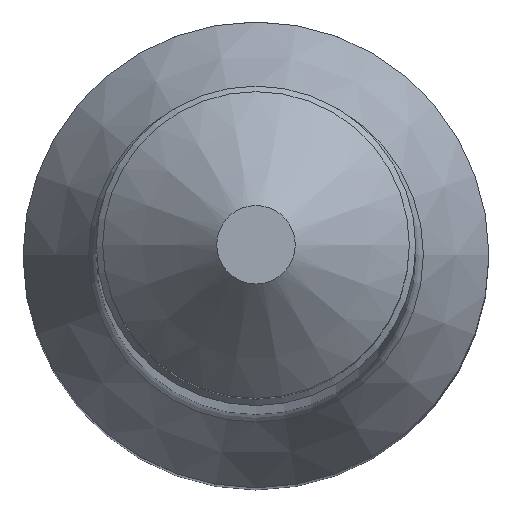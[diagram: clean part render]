
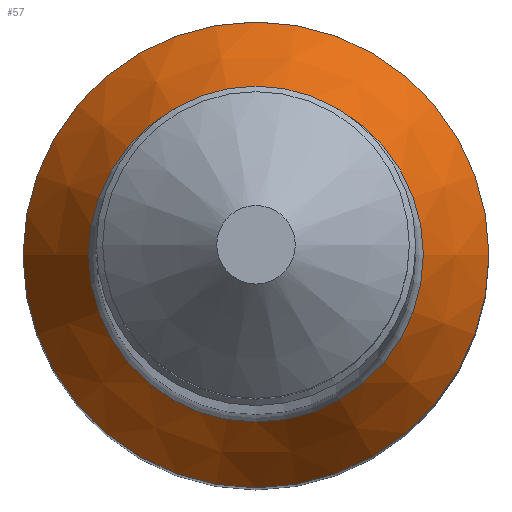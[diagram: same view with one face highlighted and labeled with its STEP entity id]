
A CAD part, top view. The second image highlights one B-rep face of the part: STEP entity #57.
In plain terms, the highlighted conical face has half-angle 30 degrees and reference radius 1.4 mm.
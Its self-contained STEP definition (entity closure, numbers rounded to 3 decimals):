
#50=CONICAL_SURFACE('',#221,1.4,30.);
#57=ADVANCED_FACE('',(#76,#77),#50,.T.);
#76=FACE_BOUND('',#96,.T.);
#77=FACE_BOUND('',#97,.T.);
#96=EDGE_LOOP('',(#118));
#97=EDGE_LOOP('',(#119));
#118=ORIENTED_EDGE('',*,*,#152,.T.);
#119=ORIENTED_EDGE('',*,*,#148,.F.);
#136=VERTEX_POINT('',#318);
#140=VERTEX_POINT('',#328);
#148=EDGE_CURVE('',#136,#136,#159,.T.);
#152=EDGE_CURVE('',#140,#140,#163,.T.);
#159=CIRCLE('',#214,2.042);
#163=CIRCLE('',#220,1.467);
#214=AXIS2_PLACEMENT_3D('',#317,#246,#247);
#220=AXIS2_PLACEMENT_3D('',#327,#258,#259);
#221=AXIS2_PLACEMENT_3D('',#329,#260,#261);
#246=DIRECTION('',(0.,0.,-1.));
#247=DIRECTION('',(-1.,0.,0.));
#258=DIRECTION('',(0.,0.,-1.));
#259=DIRECTION('',(-1.,0.,0.));
#260=DIRECTION('',(0.,0.,-1.));
#261=DIRECTION('',(-1.,0.,0.));
#317=CARTESIAN_POINT('',(0.,0.,-50.861));
#318=CARTESIAN_POINT('',(-2.042,0.,-50.861));
#327=CARTESIAN_POINT('',(0.,0.,-49.866));
#328=CARTESIAN_POINT('',(-1.467,0.,-49.866));
#329=CARTESIAN_POINT('',(0.,0.,-49.75));
